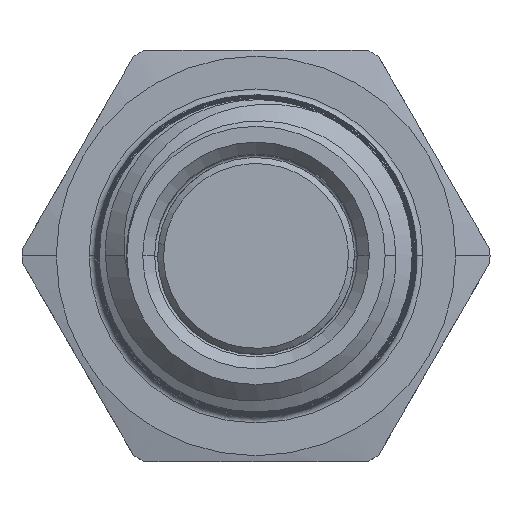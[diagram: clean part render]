
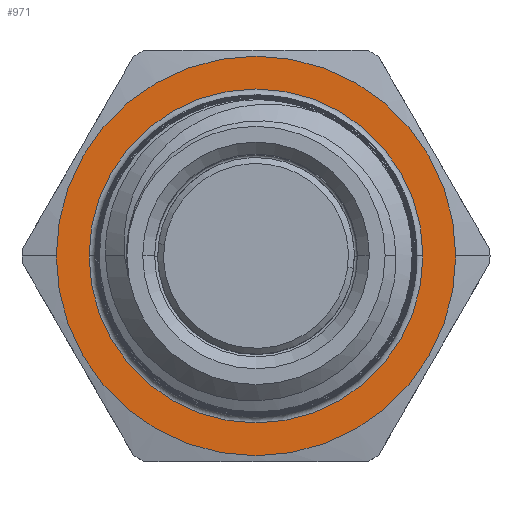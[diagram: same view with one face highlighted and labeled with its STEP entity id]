
A CAD part, top view. The second image highlights one B-rep face of the part: STEP entity #971.
In plain terms, the highlighted planar face has unit normal (0, 0, 1).
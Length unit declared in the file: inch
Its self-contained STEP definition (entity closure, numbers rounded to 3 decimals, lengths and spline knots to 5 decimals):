
#64 = CARTESIAN_POINT ( 'NONE',  ( 0., 0., 0.11 ) ) ;
#65 = DIRECTION ( 'NONE',  ( 0., 0., -1. ) ) ;
#66 = DIRECTION ( 'NONE',  ( -1., 0., 0. ) ) ;
#895 = EDGE_CURVE ( 'NONE', #1461, #1474, #1040, .T. ) ;
#971 = ADVANCED_FACE ( 'NONE', ( #1095, #1096 ), #1814, .T. ) ;
#1040 = CIRCLE ( 'NONE', #1760, 0.335 ) ;
#1095 = FACE_OUTER_BOUND ( 'NONE', #1586, .T. ) ;
#1096 = FACE_BOUND ( 'NONE', #1585, .T. ) ;
#1208 = ORIENTED_EDGE ( 'NONE', *, *, #895, .F. ) ;
#1209 = ORIENTED_EDGE ( 'NONE', *, *, #1735, .F. ) ;
#1210 = ORIENTED_EDGE ( 'NONE', *, *, #1445, .T. ) ;
#1211 = ORIENTED_EDGE ( 'NONE', *, *, #1736, .T. ) ;
#1445 = EDGE_CURVE ( 'NONE', #1468, #1469, #2234, .T. ) ;
#1461 = VERTEX_POINT ( 'NONE', #4055 ) ;
#1468 = VERTEX_POINT ( 'NONE', #4062 ) ;
#1469 = VERTEX_POINT ( 'NONE', #4063 ) ;
#1474 = VERTEX_POINT ( 'NONE', #4068 ) ;
#1585 = EDGE_LOOP ( 'NONE', ( #1210, #1211 ) ) ;
#1586 = EDGE_LOOP ( 'NONE', ( #1208, #1209 ) ) ;
#1735 = EDGE_CURVE ( 'NONE', #1474, #1461, #4701, .T. ) ;
#1736 = EDGE_CURVE ( 'NONE', #1469, #1468, #4697, .T. ) ;
#1760 = AXIS2_PLACEMENT_3D ( 'NONE', #64, #65, #66 ) ;
#1779 = AXIS2_PLACEMENT_3D ( 'NONE', #1816, #1817, #1818 ) ;
#1814 = PLANE ( 'NONE',  #1779 ) ;
#1816 = CARTESIAN_POINT ( 'NONE',  ( -0.19919, -0.345, 0.11 ) ) ;
#1817 = DIRECTION ( 'NONE',  ( 0., 0., 1. ) ) ;
#1818 = DIRECTION ( 'NONE',  ( 1., 0., 0. ) ) ;
#2234 = CIRCLE ( 'NONE', #2295, 0.28 ) ;
#2295 = AXIS2_PLACEMENT_3D ( 'NONE', #4024, #4025, #4026 ) ;
#2323 = AXIS2_PLACEMENT_3D ( 'NONE', #5349, #5350, #5351 ) ;
#2324 = AXIS2_PLACEMENT_3D ( 'NONE', #5354, #5355, #5356 ) ;
#4024 = CARTESIAN_POINT ( 'NONE',  ( 0., 0., 0.11 ) ) ;
#4025 = DIRECTION ( 'NONE',  ( 0., 0., -1. ) ) ;
#4026 = DIRECTION ( 'NONE',  ( 1., 0., 0. ) ) ;
#4055 = CARTESIAN_POINT ( 'NONE',  ( -0.335, 0., 0.11 ) ) ;
#4062 = CARTESIAN_POINT ( 'NONE',  ( 0.28, 0., 0.11 ) ) ;
#4063 = CARTESIAN_POINT ( 'NONE',  ( -0.28, 0., 0.11 ) ) ;
#4068 = CARTESIAN_POINT ( 'NONE',  ( 0.335, 0., 0.11 ) ) ;
#4697 = CIRCLE ( 'NONE', #2324, 0.28 ) ;
#4701 = CIRCLE ( 'NONE', #2323, 0.335 ) ;
#5349 = CARTESIAN_POINT ( 'NONE',  ( 0., 0., 0.11 ) ) ;
#5350 = DIRECTION ( 'NONE',  ( 0., 0., -1. ) ) ;
#5351 = DIRECTION ( 'NONE',  ( -1., 0., 0. ) ) ;
#5354 = CARTESIAN_POINT ( 'NONE',  ( 0., 0., 0.11 ) ) ;
#5355 = DIRECTION ( 'NONE',  ( 0., 0., -1. ) ) ;
#5356 = DIRECTION ( 'NONE',  ( 1., 0., 0. ) ) ;
